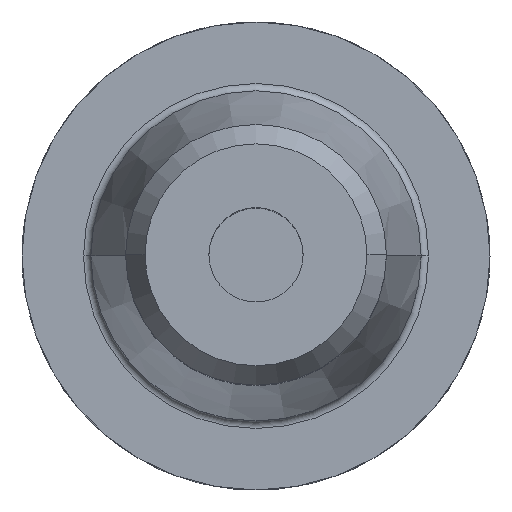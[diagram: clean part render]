
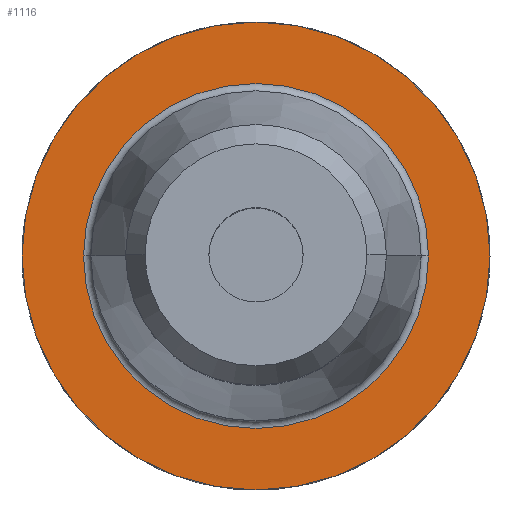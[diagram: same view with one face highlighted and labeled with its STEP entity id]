
A CAD part, top view. The second image highlights one B-rep face of the part: STEP entity #1116.
In plain terms, the highlighted planar face has unit normal (0, 0, 1).
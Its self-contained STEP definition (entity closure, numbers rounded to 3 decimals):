
#1 = CIRCLE ( 'NONE', #1734, 31.5 ) ;
#38 = ORIENTED_EDGE ( 'NONE', *, *, #1139, .F. ) ;
#60 = EDGE_CURVE ( 'NONE', #998, #1649, #1284, .T. ) ;
#163 = CARTESIAN_POINT ( 'NONE',  ( -31.5, 0., 27. ) ) ;
#200 = EDGE_LOOP ( 'NONE', ( #1461, #234 ) ) ;
#234 = ORIENTED_EDGE ( 'NONE', *, *, #846, .T. ) ;
#359 = CARTESIAN_POINT ( 'NONE',  ( 23.225, 0., 27. ) ) ;
#418 = ORIENTED_EDGE ( 'NONE', *, *, #1533, .F. ) ;
#428 = CIRCLE ( 'NONE', #901, 23.225 ) ;
#449 = FACE_OUTER_BOUND ( 'NONE', #1194, .T. ) ;
#488 = DIRECTION ( 'NONE',  ( 0., 0., -1. ) ) ;
#490 = DIRECTION ( 'NONE',  ( -1., 0., 0. ) ) ;
#526 = FACE_BOUND ( 'NONE', #200, .T. ) ;
#597 = DIRECTION ( 'NONE',  ( 0., 0., -1. ) ) ;
#624 = CARTESIAN_POINT ( 'NONE',  ( 0., 0., 27. ) ) ;
#638 = VERTEX_POINT ( 'NONE', #1173 ) ;
#846 = EDGE_CURVE ( 'NONE', #1649, #998, #428, .T. ) ;
#852 = CARTESIAN_POINT ( 'NONE',  ( 0., 0., 27. ) ) ;
#865 = PLANE ( 'NONE',  #1416 ) ;
#887 = CARTESIAN_POINT ( 'NONE',  ( 0., 31.5, 27. ) ) ;
#901 = AXIS2_PLACEMENT_3D ( 'NONE', #1117, #909, #1401 ) ;
#909 = DIRECTION ( 'NONE',  ( 0., 0., -1. ) ) ;
#998 = VERTEX_POINT ( 'NONE', #1508 ) ;
#1004 = CARTESIAN_POINT ( 'NONE',  ( 0., 0., 27. ) ) ;
#1116 = ADVANCED_FACE ( 'NONE', ( #526, #449 ), #865, .F. ) ;
#1117 = CARTESIAN_POINT ( 'NONE',  ( 0., 0., 27. ) ) ;
#1131 = DIRECTION ( 'NONE',  ( -1., 0., 0. ) ) ;
#1134 = CIRCLE ( 'NONE', #1504, 31.5 ) ;
#1139 = EDGE_CURVE ( 'NONE', #638, #1342, #1134, .T. ) ;
#1173 = CARTESIAN_POINT ( 'NONE',  ( 31.5, 0., 27. ) ) ;
#1194 = EDGE_LOOP ( 'NONE', ( #418, #38 ) ) ;
#1273 = DIRECTION ( 'NONE',  ( -1., 0., 0. ) ) ;
#1284 = CIRCLE ( 'NONE', #1585, 23.225 ) ;
#1307 = DIRECTION ( 'NONE',  ( 0., 0., -1. ) ) ;
#1342 = VERTEX_POINT ( 'NONE', #163 ) ;
#1400 = DIRECTION ( 'NONE',  ( -1., 0., 0. ) ) ;
#1401 = DIRECTION ( 'NONE',  ( -1., 0., 0. ) ) ;
#1404 = DIRECTION ( 'NONE',  ( 0., 0., -1. ) ) ;
#1416 = AXIS2_PLACEMENT_3D ( 'NONE', #887, #1404, #1400 ) ;
#1461 = ORIENTED_EDGE ( 'NONE', *, *, #60, .T. ) ;
#1504 = AXIS2_PLACEMENT_3D ( 'NONE', #852, #488, #1273 ) ;
#1508 = CARTESIAN_POINT ( 'NONE',  ( -23.225, 0., 27. ) ) ;
#1533 = EDGE_CURVE ( 'NONE', #1342, #638, #1, .T. ) ;
#1585 = AXIS2_PLACEMENT_3D ( 'NONE', #624, #1307, #490 ) ;
#1649 = VERTEX_POINT ( 'NONE', #359 ) ;
#1734 = AXIS2_PLACEMENT_3D ( 'NONE', #1004, #597, #1131 ) ;
